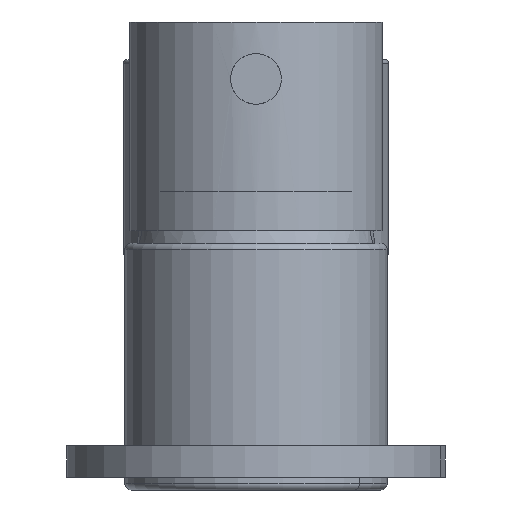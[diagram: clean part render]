
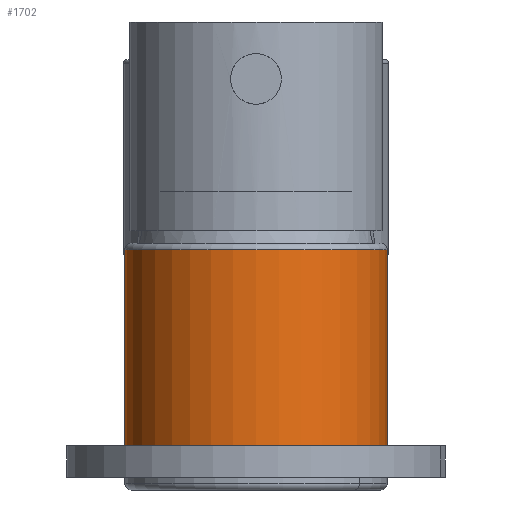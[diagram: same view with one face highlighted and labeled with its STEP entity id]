
A CAD part, front view. The second image highlights one B-rep face of the part: STEP entity #1702.
In plain terms, the highlighted cylindrical face has radius 20.75 mm (diameter 41.5 mm), a partial arc.
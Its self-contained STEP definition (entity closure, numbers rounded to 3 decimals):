
#82 = CYLINDRICAL_SURFACE ( 'NONE', #735, 20.75 ) ;
#88 = ORIENTED_EDGE ( 'NONE', *, *, #1388, .T. ) ;
#141 = LINE ( 'NONE', #1858, #371 ) ;
#218 = DIRECTION ( 'NONE',  ( 0., -1., 0. ) ) ;
#238 = ORIENTED_EDGE ( 'NONE', *, *, #1449, .T. ) ;
#330 = DIRECTION ( 'NONE',  ( 0., 0., -1. ) ) ;
#371 = VECTOR ( 'NONE', #1144, 1000. ) ;
#523 = CARTESIAN_POINT ( 'NONE',  ( 0., 1., 20.75 ) ) ;
#598 = VERTEX_POINT ( 'NONE', #1240 ) ;
#615 = CIRCLE ( 'NONE', #1438, 20.75 ) ;
#671 = CARTESIAN_POINT ( 'NONE',  ( 0., 1., 0. ) ) ;
#716 = CARTESIAN_POINT ( 'NONE',  ( 0., 37., 0. ) ) ;
#735 = AXIS2_PLACEMENT_3D ( 'NONE', #716, #1268, #330 ) ;
#928 = CIRCLE ( 'NONE', #1539, 20.75 ) ;
#955 = EDGE_CURVE ( 'NONE', #2035, #598, #615, .T. ) ;
#964 = ORIENTED_EDGE ( 'NONE', *, *, #955, .T. ) ;
#1010 = DIRECTION ( 'NONE',  ( 0., 1., 0. ) ) ;
#1098 = FACE_OUTER_BOUND ( 'NONE', #1590, .T. ) ;
#1144 = DIRECTION ( 'NONE',  ( 0., -1., 0. ) ) ;
#1240 = CARTESIAN_POINT ( 'NONE',  ( 0., 1., -20.75 ) ) ;
#1268 = DIRECTION ( 'NONE',  ( 0., -1., 0. ) ) ;
#1339 = DIRECTION ( 'NONE',  ( 0., 0., 1. ) ) ;
#1388 = EDGE_CURVE ( 'NONE', #1742, #2035, #141, .T. ) ;
#1438 = AXIS2_PLACEMENT_3D ( 'NONE', #671, #1010, #1560 ) ;
#1449 = EDGE_CURVE ( 'NONE', #2170, #1742, #928, .T. ) ;
#1539 = AXIS2_PLACEMENT_3D ( 'NONE', #2209, #218, #1339 ) ;
#1560 = DIRECTION ( 'NONE',  ( 0., 0., 1. ) ) ;
#1590 = EDGE_LOOP ( 'NONE', ( #238, #88, #964, #2009 ) ) ;
#1702 = ADVANCED_FACE ( 'NONE', ( #1098 ), #82, .T. ) ;
#1742 = VERTEX_POINT ( 'NONE', #2047 ) ;
#1762 = LINE ( 'NONE', #2273, #2295 ) ;
#1858 = CARTESIAN_POINT ( 'NONE',  ( 0., 37., 20.75 ) ) ;
#2009 = ORIENTED_EDGE ( 'NONE', *, *, #2307, .F. ) ;
#2035 = VERTEX_POINT ( 'NONE', #523 ) ;
#2047 = CARTESIAN_POINT ( 'NONE',  ( 0., 36., 20.75 ) ) ;
#2081 = CARTESIAN_POINT ( 'NONE',  ( 0., 36., -20.75 ) ) ;
#2118 = DIRECTION ( 'NONE',  ( 0., -1., 0. ) ) ;
#2170 = VERTEX_POINT ( 'NONE', #2081 ) ;
#2209 = CARTESIAN_POINT ( 'NONE',  ( 0., 36., 0. ) ) ;
#2273 = CARTESIAN_POINT ( 'NONE',  ( 0., 37., -20.75 ) ) ;
#2295 = VECTOR ( 'NONE', #2118, 1000. ) ;
#2307 = EDGE_CURVE ( 'NONE', #2170, #598, #1762, .T. ) ;
